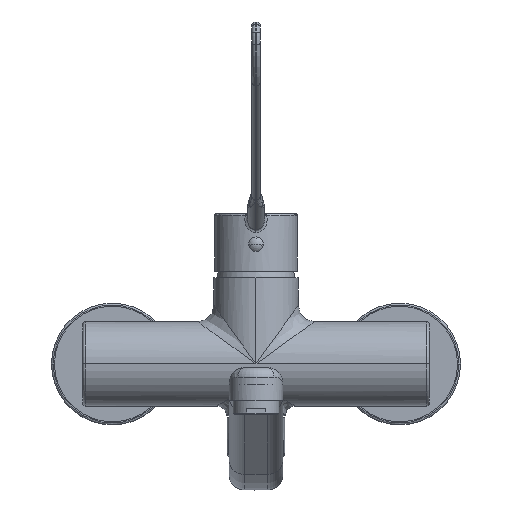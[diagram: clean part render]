
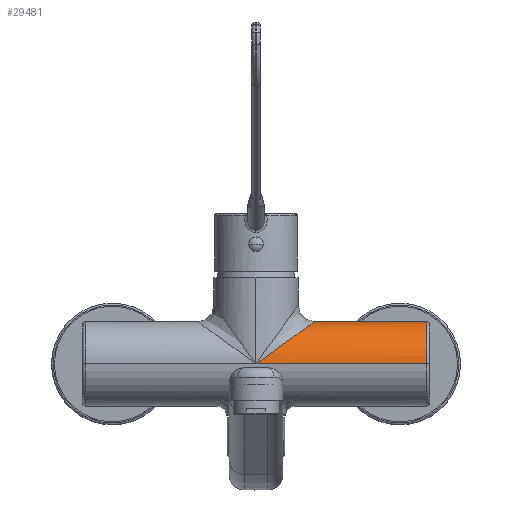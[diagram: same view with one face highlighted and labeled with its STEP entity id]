
A CAD part, top view. The second image highlights one B-rep face of the part: STEP entity #29481.
In plain terms, the highlighted cylindrical face has radius 22 mm (diameter 44 mm), a partial arc.
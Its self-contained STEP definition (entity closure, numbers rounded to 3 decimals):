
#4308=CARTESIAN_POINT('',(89.,0.,0.));
#4309=DIRECTION('',(-1.,0.,0.));
#4310=DIRECTION('',(0.,0.,1.));
#4311=AXIS2_PLACEMENT_3D('',#4308,#4309,#4310);
#4313=CARTESIAN_POINT('',(0.,0.,22.));
#4314=CARTESIAN_POINT('',(2.344,1.691,22.));
#4315=CARTESIAN_POINT('',(6.763,4.878,21.611));
#4316=CARTESIAN_POINT('',(12.437,8.971,20.229));
#4317=CARTESIAN_POINT('',(17.281,12.465,18.266));
#4318=CARTESIAN_POINT('',(21.324,15.381,15.872));
#4319=CARTESIAN_POINT('',(24.598,17.743,13.164));
#4320=CARTESIAN_POINT('',(27.121,19.563,10.249));
#4321=CARTESIAN_POINT('',(28.91,20.853,7.245));
#4322=CARTESIAN_POINT('',(30.007,21.645,4.291));
#4323=CARTESIAN_POINT('',(30.518,22.013,1.439));
#4324=CARTESIAN_POINT('',(30.524,22.017,-1.379));
#4325=CARTESIAN_POINT('',(30.024,21.656,-4.23));
#4326=CARTESIAN_POINT('',(28.939,20.874,-7.185));
#4327=CARTESIAN_POINT('',(27.156,19.588,-10.202));
#4328=CARTESIAN_POINT('',(24.636,17.77,-13.128));
#4329=CARTESIAN_POINT('',(21.361,15.408,-15.846));
#4330=CARTESIAN_POINT('',(17.314,12.489,-18.25));
#4331=CARTESIAN_POINT('',(12.461,8.989,-20.222));
#4332=CARTESIAN_POINT('',(6.775,4.887,-21.61));
#4333=CARTESIAN_POINT('',(2.348,1.694,-22.));
#4334=CARTESIAN_POINT('',(0.,0.,-22.));
#4336=DIRECTION('',(1.,0.,0.));
#4337=VECTOR('',#4336,64.75);
#4338=CARTESIAN_POINT('',(0.,0.,-22.));
#4339=LINE('',#4338,#4337);
#4340=CARTESIAN_POINT('',(75.,10.25,-19.466));
#4341=CARTESIAN_POINT('',(74.268,10.25,-19.466));
#4342=CARTESIAN_POINT('',(72.819,10.097,-19.548));
#4343=CARTESIAN_POINT('',(70.654,9.38,-19.909));
#4344=CARTESIAN_POINT('',(68.609,8.135,-20.462));
#4345=CARTESIAN_POINT('',(66.883,6.413,-21.076));
#4346=CARTESIAN_POINT('',(65.639,4.387,-21.594));
#4347=CARTESIAN_POINT('',(64.909,2.216,-21.925));
#4348=CARTESIAN_POINT('',(64.75,0.744,-22.));
#4349=CARTESIAN_POINT('',(64.75,0.,-22.));
#4351=CARTESIAN_POINT('',(85.25,0.,-22.));
#4352=CARTESIAN_POINT('',(85.25,0.744,-22.));
#4353=CARTESIAN_POINT('',(85.091,2.216,-21.925));
#4354=CARTESIAN_POINT('',(84.361,4.387,-21.594));
#4355=CARTESIAN_POINT('',(83.117,6.413,-21.076));
#4356=CARTESIAN_POINT('',(81.391,8.135,-20.462));
#4357=CARTESIAN_POINT('',(79.346,9.38,-19.909));
#4358=CARTESIAN_POINT('',(77.181,10.097,-19.548));
#4359=CARTESIAN_POINT('',(75.732,10.25,-19.466));
#4360=CARTESIAN_POINT('',(75.,10.25,-19.466));
#4362=DIRECTION('',(1.,0.,0.));
#4363=VECTOR('',#4362,3.75);
#4364=CARTESIAN_POINT('',(85.25,0.,-22.));
#4365=LINE('',#4364,#4363);
#4385=DIRECTION('',(1.,0.,0.));
#4386=VECTOR('',#4385,89.);
#4387=CARTESIAN_POINT('',(0.,0.,22.));
#4388=LINE('',#4387,#4386);
#16481=VERTEX_POINT('',#4313);
#16482=VERTEX_POINT('',#4334);
#16776=VERTEX_POINT('',#4340);
#16777=VERTEX_POINT('',#4349);
#16778=VERTEX_POINT('',#4351);
#16798=CARTESIAN_POINT('',(89.,0.,-22.));
#16799=CARTESIAN_POINT('',(89.,0.,22.));
#16800=VERTEX_POINT('',#16798);
#16801=VERTEX_POINT('',#16799);
#29461=CARTESIAN_POINT('',(-90.5,0.,0.));
#29462=DIRECTION('',(1.,0.,0.));
#29463=DIRECTION('',(0.,0.,-1.));
#29464=AXIS2_PLACEMENT_3D('',#29461,#29462,#29463);
#29465=CYLINDRICAL_SURFACE('',#29464,22.);
#29467=ORIENTED_EDGE('',*,*,#29466,.F.);
#29469=ORIENTED_EDGE('',*,*,#29468,.F.);
#29470=ORIENTED_EDGE('',*,*,#29448,.T.);
#29472=ORIENTED_EDGE('',*,*,#29471,.T.);
#29474=ORIENTED_EDGE('',*,*,#29473,.F.);
#29476=ORIENTED_EDGE('',*,*,#29475,.F.);
#29478=ORIENTED_EDGE('',*,*,#29477,.T.);
#29479=EDGE_LOOP('',(#29467,#29469,#29470,#29472,#29474,#29476,#29478));
#29480=FACE_OUTER_BOUND('',#29479,.F.);
#29481=ADVANCED_FACE('',(#29480),#29465,.T.);
#4312=CIRCLE('',#4311,22.);
#4335=B_SPLINE_CURVE_WITH_KNOTS('',3,(#4313,#4314,#4315,#4316,#4317,#4318,#4319,
#4320,#4321,#4322,#4323,#4324,#4325,#4326,#4327,#4328,#4329,#4330,#4331,#4332,
#4333,#4334),.UNSPECIFIED.,.F.,.F.,(4,1,1,1,1,1,1,1,1,1,1,1,1,1,1,1,1,1,1,4),(
0.,0.053,0.105,0.158,0.211,
0.263,0.316,0.368,0.421,
0.474,0.526,0.579,0.632,
0.684,0.737,0.789,0.842,
0.895,0.947,1.),.UNSPECIFIED.);
#4350=B_SPLINE_CURVE_WITH_KNOTS('',3,(#4340,#4341,#4342,#4343,#4344,#4345,#4346,
#4347,#4348,#4349),.UNSPECIFIED.,.F.,.F.,(4,1,1,1,1,1,1,4),(0.,
0.143,0.286,0.429,0.571,
0.714,0.857,1.),.UNSPECIFIED.);
#4361=B_SPLINE_CURVE_WITH_KNOTS('',3,(#4351,#4352,#4353,#4354,#4355,#4356,#4357,
#4358,#4359,#4360),.UNSPECIFIED.,.F.,.F.,(4,1,1,1,1,1,1,4),(0.,
0.143,0.286,0.429,0.571,
0.714,0.857,1.),.UNSPECIFIED.);
#29448=EDGE_CURVE('',#16481,#16482,#4335,.T.);
#29466=EDGE_CURVE('',#16801,#16800,#4312,.T.);
#29468=EDGE_CURVE('',#16481,#16801,#4388,.T.);
#29471=EDGE_CURVE('',#16482,#16777,#4339,.T.);
#29473=EDGE_CURVE('',#16776,#16777,#4350,.T.);
#29475=EDGE_CURVE('',#16778,#16776,#4361,.T.);
#29477=EDGE_CURVE('',#16778,#16800,#4365,.T.);
